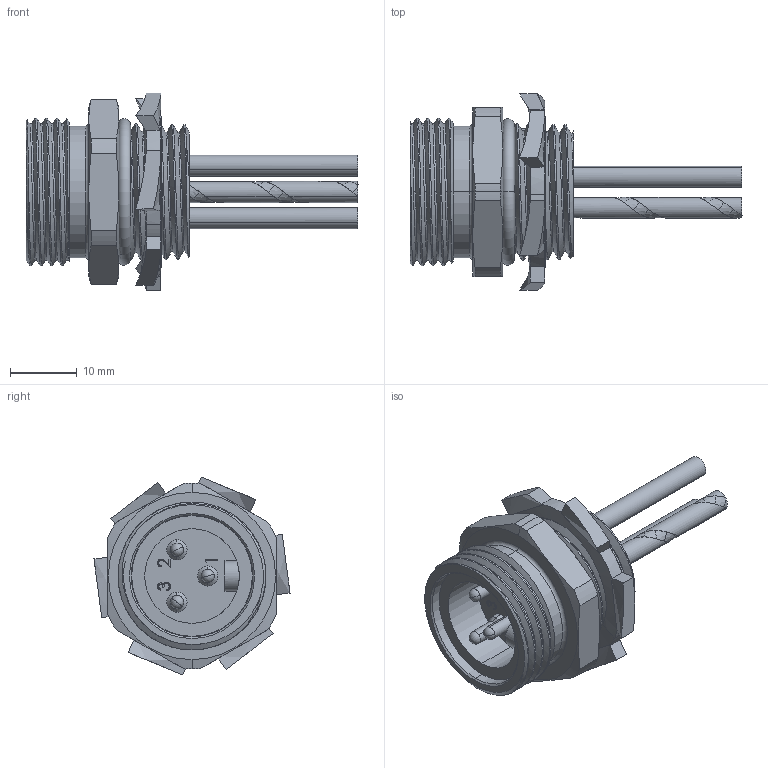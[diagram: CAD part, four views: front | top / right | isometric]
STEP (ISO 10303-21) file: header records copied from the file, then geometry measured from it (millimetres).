
FILE_DESCRIPTION((''),'2;1');
FILE_NAME('DM_CAD-3245_3MR_V93','2018-02-27T',('creinig-se'),(''),'PRO/ENGINEER BY PARAMETRIC TECHNOLOGY CORPORATION, 2015440','PRO/ENGINEER BY PARAMETRIC TECHNOLOGY CORPORATION, 2015440','');
FILE_SCHEMA(('CONFIG_CONTROL_DESIGN'));
Length unit declared in the file: millimetre
Products named in the file (1): DM_CAD-3245_3MR_V93
Bounding box: 49.91 x 29.48 x 29.77 mm (x, y, z)
Volume: 8865.8 mm3; surface area: 6330.2 mm2
Topology: 1 solids, 1 shells, 274 faces, 714 edges, 450 vertices
Faces by surface type: bspline 85, cylinder 68, plane 65, cone 26, extrusion 20, sphere 6, torus 4
Entity records: 18718 total; most frequent: CARTESIAN_POINT 8441, ORIENTED_EDGE 1416, PRESENTATION_STYLE_ASSIGNMENT 966, DIRECTION 955, STYLED_ITEM 730, CURVE_STYLE 729, EDGE_CURVE 708, VERTEX_POINT 450
